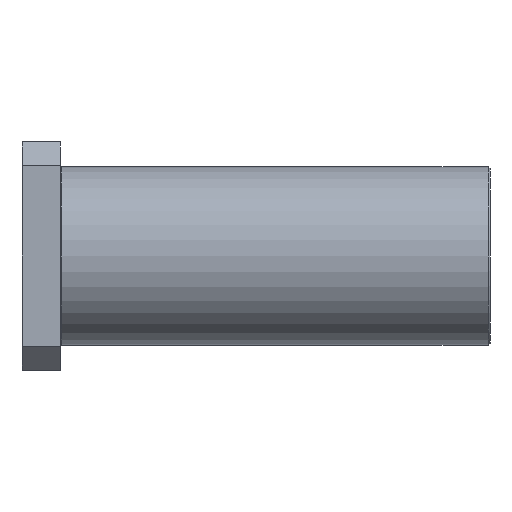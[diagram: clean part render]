
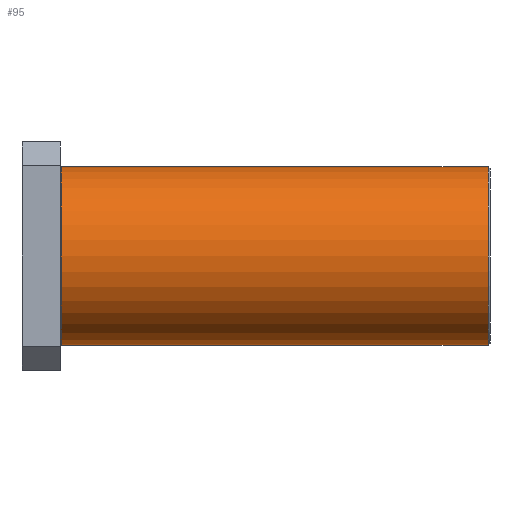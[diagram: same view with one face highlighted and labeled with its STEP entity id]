
A CAD part, front view. The second image highlights one B-rep face of the part: STEP entity #95.
In plain terms, the highlighted cylindrical face has radius 23.5 mm (diameter 47 mm), a partial arc.
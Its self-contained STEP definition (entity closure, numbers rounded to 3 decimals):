
#4 = EDGE_CURVE ( 'NONE', #1328, #1304, #56, .T. ) ;
#56 = LINE ( 'NONE', #1214, #59 ) ;
#59 = VECTOR ( 'NONE', #1275, 1000. ) ;
#95 = ADVANCED_FACE ( 'NONE', ( #1038 ), #1032, .T. ) ;
#146 = AXIS2_PLACEMENT_3D ( 'NONE', #509, #492, #502 ) ;
#149 = AXIS2_PLACEMENT_3D ( 'NONE', #360, #592, #589 ) ;
#194 = AXIS2_PLACEMENT_3D ( 'NONE', #1186, #1185, #1190 ) ;
#218 = EDGE_CURVE ( 'NONE', #1295, #1328, #619, .T. ) ;
#229 = EDGE_CURVE ( 'NONE', #1304, #1334, #632, .T. ) ;
#288 = ORIENTED_EDGE ( 'NONE', *, *, #218, .T. ) ;
#300 = ORIENTED_EDGE ( 'NONE', *, *, #1341, .F. ) ;
#360 = CARTESIAN_POINT ( 'NONE',  ( 122.5, 0., 0. ) ) ;
#362 = CARTESIAN_POINT ( 'NONE',  ( 123., 0., -23.5 ) ) ;
#379 = DIRECTION ( 'NONE',  ( -1., 0., 0. ) ) ;
#395 = CARTESIAN_POINT ( 'NONE',  ( 10.3, 0., -23.5 ) ) ;
#407 = CARTESIAN_POINT ( 'NONE',  ( 10.3, 0., 23.5 ) ) ;
#424 = CARTESIAN_POINT ( 'NONE',  ( 122.5, 0., 23.5 ) ) ;
#492 = DIRECTION ( 'NONE',  ( 1., 0., 0. ) ) ;
#496 = CARTESIAN_POINT ( 'NONE',  ( 122.5, 0., -23.5 ) ) ;
#502 = DIRECTION ( 'NONE',  ( 0., 0., -1. ) ) ;
#509 = CARTESIAN_POINT ( 'NONE',  ( 10.3, 0., 0. ) ) ;
#589 = DIRECTION ( 'NONE',  ( 0., 0., -1. ) ) ;
#592 = DIRECTION ( 'NONE',  ( -1., 0., 0. ) ) ;
#619 = CIRCLE ( 'NONE', #149, 23.5 ) ;
#632 = CIRCLE ( 'NONE', #146, 23.5 ) ;
#722 = LINE ( 'NONE', #362, #723 ) ;
#723 = VECTOR ( 'NONE', #379, 1000. ) ;
#816 = ORIENTED_EDGE ( 'NONE', *, *, #4, .T. ) ;
#877 = EDGE_LOOP ( 'NONE', ( #300, #288, #816, #963 ) ) ;
#963 = ORIENTED_EDGE ( 'NONE', *, *, #229, .T. ) ;
#1032 = CYLINDRICAL_SURFACE ( 'NONE', #194, 23.5 ) ;
#1038 = FACE_OUTER_BOUND ( 'NONE', #877, .T. ) ;
#1185 = DIRECTION ( 'NONE',  ( -1., 0., 0. ) ) ;
#1186 = CARTESIAN_POINT ( 'NONE',  ( 123., 0., 0. ) ) ;
#1190 = DIRECTION ( 'NONE',  ( 0., 0., 1. ) ) ;
#1214 = CARTESIAN_POINT ( 'NONE',  ( 123., 0., 23.5 ) ) ;
#1275 = DIRECTION ( 'NONE',  ( -1., 0., 0. ) ) ;
#1295 = VERTEX_POINT ( 'NONE', #496 ) ;
#1304 = VERTEX_POINT ( 'NONE', #407 ) ;
#1328 = VERTEX_POINT ( 'NONE', #424 ) ;
#1334 = VERTEX_POINT ( 'NONE', #395 ) ;
#1341 = EDGE_CURVE ( 'NONE', #1295, #1334, #722, .T. ) ;
